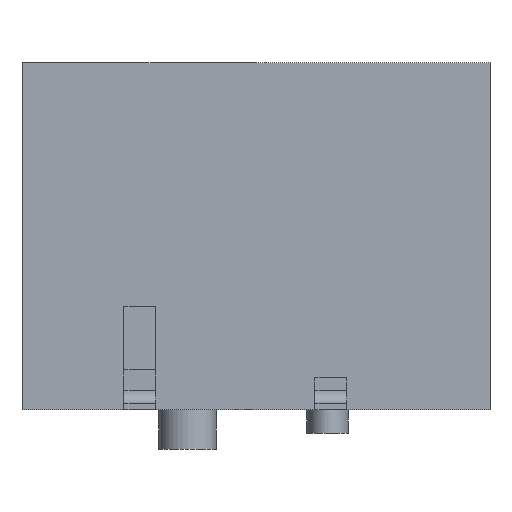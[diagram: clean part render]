
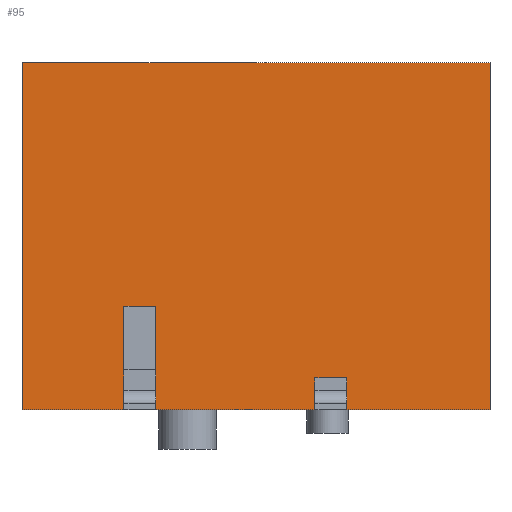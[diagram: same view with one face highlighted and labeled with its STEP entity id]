
A CAD part, front view. The second image highlights one B-rep face of the part: STEP entity #95.
In plain terms, the highlighted planar face has unit normal (0, -1, 0).
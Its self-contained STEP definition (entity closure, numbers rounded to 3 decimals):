
#59 = EDGE_CURVE('',#60,#62,#64,.T.);
#60 = VERTEX_POINT('',#61);
#61 = CARTESIAN_POINT('',(0.,0.,0.));
#62 = VERTEX_POINT('',#63);
#63 = CARTESIAN_POINT('',(0.,0.,10.9));
#64 = LINE('',#65,#66);
#65 = CARTESIAN_POINT('',(0.,0.,0.));
#66 = VECTOR('',#67,1.);
#67 = DIRECTION('',(0.,0.,1.));
#95 = ADVANCED_FACE('',(#96),#121,.F.);
#96 = FACE_BOUND('',#97,.F.);
#97 = EDGE_LOOP('',(#98,#106,#107,#115));
#98 = ORIENTED_EDGE('',*,*,#99,.F.);
#99 = EDGE_CURVE('',#60,#100,#102,.T.);
#100 = VERTEX_POINT('',#101);
#101 = CARTESIAN_POINT('',(14.7,0.,0.));
#102 = LINE('',#103,#104);
#103 = CARTESIAN_POINT('',(0.,0.,0.));
#104 = VECTOR('',#105,1.);
#105 = DIRECTION('',(1.,0.,0.));
#106 = ORIENTED_EDGE('',*,*,#59,.T.);
#107 = ORIENTED_EDGE('',*,*,#108,.T.);
#108 = EDGE_CURVE('',#62,#109,#111,.T.);
#109 = VERTEX_POINT('',#110);
#110 = CARTESIAN_POINT('',(14.7,0.,10.9));
#111 = LINE('',#112,#113);
#112 = CARTESIAN_POINT('',(0.,0.,10.9));
#113 = VECTOR('',#114,1.);
#114 = DIRECTION('',(1.,0.,0.));
#115 = ORIENTED_EDGE('',*,*,#116,.F.);
#116 = EDGE_CURVE('',#100,#109,#117,.T.);
#117 = LINE('',#118,#119);
#118 = CARTESIAN_POINT('',(14.7,0.,0.));
#119 = VECTOR('',#120,1.);
#120 = DIRECTION('',(0.,0.,1.));
#121 = PLANE('',#122);
#122 = AXIS2_PLACEMENT_3D('',#123,#124,#125);
#123 = CARTESIAN_POINT('',(0.,0.,0.));
#124 = DIRECTION('',(0.,1.,0.));
#125 = DIRECTION('',(0.,0.,1.));
